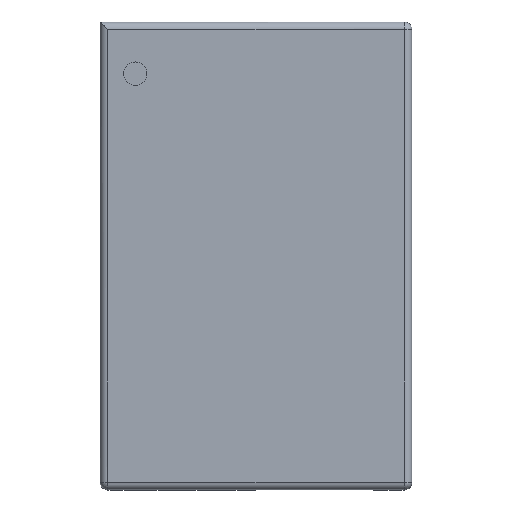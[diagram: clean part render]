
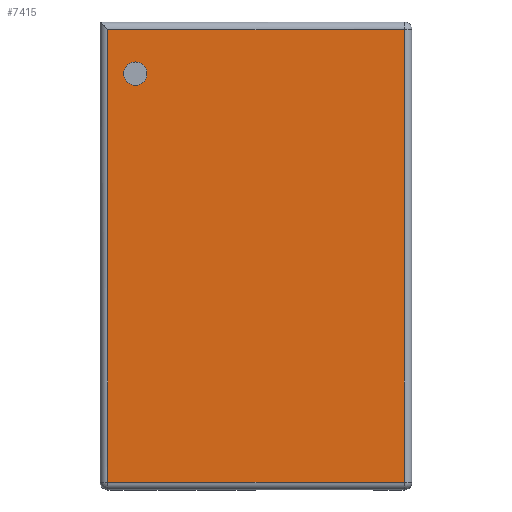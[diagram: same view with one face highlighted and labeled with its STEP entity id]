
A CAD part, top view. The second image highlights one B-rep face of the part: STEP entity #7415.
In plain terms, the highlighted planar face has unit normal (0, 0, 1).
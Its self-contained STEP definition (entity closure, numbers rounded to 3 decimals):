
#177 = ORIENTED_EDGE ( 'NONE', *, *, #4040, .F. ) ;
#320 = DIRECTION ( 'NONE',  ( 0., 1., 0. ) ) ;
#523 = EDGE_LOOP ( 'NONE', ( #710, #15911, #11000, #8492 ) ) ;
#710 = ORIENTED_EDGE ( 'NONE', *, *, #12079, .T. ) ;
#760 = CARTESIAN_POINT ( 'NONE',  ( -1.698, 2.337, 1.03 ) ) ;
#1202 = LINE ( 'NONE', #12332, #6215 ) ;
#1223 = EDGE_CURVE ( 'NONE', #6952, #9201, #8964, .T. ) ;
#1377 = EDGE_LOOP ( 'NONE', ( #14258, #177 ) ) ;
#1515 = CARTESIAN_POINT ( 'NONE',  ( 1.9, 3., 1.03 ) ) ;
#2248 = CARTESIAN_POINT ( 'NONE',  ( 1.9, -2.9, 1.03 ) ) ;
#2456 = VECTOR ( 'NONE', #12793, 1000. ) ;
#2495 = DIRECTION ( 'NONE',  ( 0., 0., 1. ) ) ;
#2517 = EDGE_CURVE ( 'NONE', #9201, #5036, #10217, .T. ) ;
#2792 = CIRCLE ( 'NONE', #8259, 0.15 ) ;
#3271 = DIRECTION ( 'NONE',  ( 1., 0., 0. ) ) ;
#3802 = EDGE_CURVE ( 'NONE', #10062, #6952, #1202, .T. ) ;
#4040 = EDGE_CURVE ( 'NONE', #5600, #11021, #9895, .T. ) ;
#5036 = VERTEX_POINT ( 'NONE', #5506 ) ;
#5342 = CARTESIAN_POINT ( 'NONE',  ( -1.398, 2.337, 1.03 ) ) ;
#5506 = CARTESIAN_POINT ( 'NONE',  ( -1.9, 2.9, 1.03 ) ) ;
#5600 = VERTEX_POINT ( 'NONE', #760 ) ;
#6065 = DIRECTION ( 'NONE',  ( 1., 0., 0. ) ) ;
#6163 = CARTESIAN_POINT ( 'NONE',  ( -1.9, -2.9, 1.03 ) ) ;
#6215 = VECTOR ( 'NONE', #9952, 1000. ) ;
#6685 = PLANE ( 'NONE',  #12198 ) ;
#6952 = VERTEX_POINT ( 'NONE', #2248 ) ;
#7406 = CARTESIAN_POINT ( 'NONE',  ( -1.548, 2.337, 1.03 ) ) ;
#7415 = ADVANCED_FACE ( 'NONE', ( #11525, #13921 ), #6685, .T. ) ;
#7477 = EDGE_CURVE ( 'NONE', #11021, #5600, #2792, .T. ) ;
#7856 = CARTESIAN_POINT ( 'NONE',  ( -1.9, -3., 1.03 ) ) ;
#8259 = AXIS2_PLACEMENT_3D ( 'NONE', #10375, #15381, #3271 ) ;
#8492 = ORIENTED_EDGE ( 'NONE', *, *, #2517, .T. ) ;
#8713 = VECTOR ( 'NONE', #9891, 1000. ) ;
#8964 = LINE ( 'NONE', #1515, #14175 ) ;
#9201 = VERTEX_POINT ( 'NONE', #16045 ) ;
#9891 = DIRECTION ( 'NONE',  ( -1., 0., 0. ) ) ;
#9895 = CIRCLE ( 'NONE', #13036, 0.15 ) ;
#9952 = DIRECTION ( 'NONE',  ( 1., 0., 0. ) ) ;
#10062 = VERTEX_POINT ( 'NONE', #6163 ) ;
#10217 = LINE ( 'NONE', #15221, #8713 ) ;
#10375 = CARTESIAN_POINT ( 'NONE',  ( -1.548, 2.337, 1.03 ) ) ;
#10573 = LINE ( 'NONE', #7856, #2456 ) ;
#11000 = ORIENTED_EDGE ( 'NONE', *, *, #1223, .T. ) ;
#11021 = VERTEX_POINT ( 'NONE', #5342 ) ;
#11525 = FACE_OUTER_BOUND ( 'NONE', #523, .T. ) ;
#11679 = DIRECTION ( 'NONE',  ( 1., 0., 0. ) ) ;
#12079 = EDGE_CURVE ( 'NONE', #5036, #10062, #10573, .T. ) ;
#12198 = AXIS2_PLACEMENT_3D ( 'NONE', #15463, #12685, #11679 ) ;
#12332 = CARTESIAN_POINT ( 'NONE',  ( 2., -2.9, 1.03 ) ) ;
#12685 = DIRECTION ( 'NONE',  ( 0., 0., 1. ) ) ;
#12793 = DIRECTION ( 'NONE',  ( 0., -1., 0. ) ) ;
#13036 = AXIS2_PLACEMENT_3D ( 'NONE', #7406, #2495, #6065 ) ;
#13921 = FACE_BOUND ( 'NONE', #1377, .T. ) ;
#14175 = VECTOR ( 'NONE', #320, 1000. ) ;
#14258 = ORIENTED_EDGE ( 'NONE', *, *, #7477, .F. ) ;
#15221 = CARTESIAN_POINT ( 'NONE',  ( -2., 2.9, 1.03 ) ) ;
#15381 = DIRECTION ( 'NONE',  ( 0., 0., 1. ) ) ;
#15463 = CARTESIAN_POINT ( 'NONE',  ( 0., 0., 1.03 ) ) ;
#15911 = ORIENTED_EDGE ( 'NONE', *, *, #3802, .T. ) ;
#16045 = CARTESIAN_POINT ( 'NONE',  ( 1.9, 2.9, 1.03 ) ) ;
